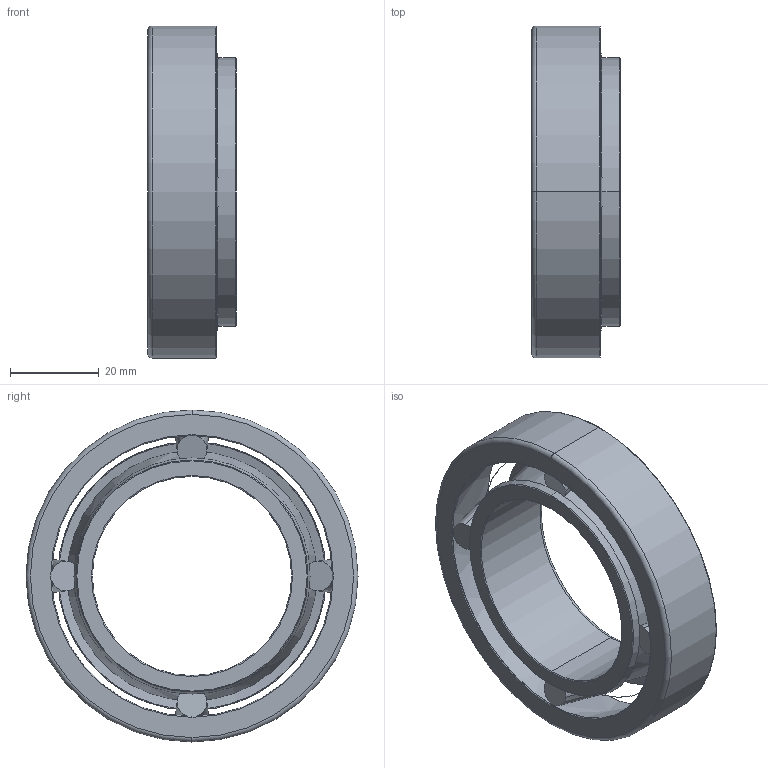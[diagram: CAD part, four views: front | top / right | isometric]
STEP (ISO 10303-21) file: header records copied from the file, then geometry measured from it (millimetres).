
FILE_DESCRIPTION (( 'STEP AP203' ), '1' );
FILE_NAME ('Bearing 32009X.STEP', '2019-10-20T06:14:33', ( '' ), ( '' ), 'SwSTEP 2.0', 'SolidWorks 2019', '' );
FILE_SCHEMA (( 'CONFIG_CONTROL_DESIGN' ));
Length unit declared in the file: millimetre
Products named in the file (1): Bearing 32009X
Bounding box: 20 x 75 x 75 mm (x, y, z)
Volume: 30781.5 mm3; surface area: 18987.1 mm2
Topology: 3 solids, 3 shells, 60 faces, 120 edges, 72 vertices
Faces by surface type: cone 22, torus 20, plane 12, cylinder 6
Entity records: 2125 total; most frequent: CARTESIAN_POINT 757, DIRECTION 302, ORIENTED_EDGE 240, AXIS2_PLACEMENT_3D 137, EDGE_CURVE 120, CIRCLE 76, EDGE_LOOP 72, VERTEX_POINT 72
